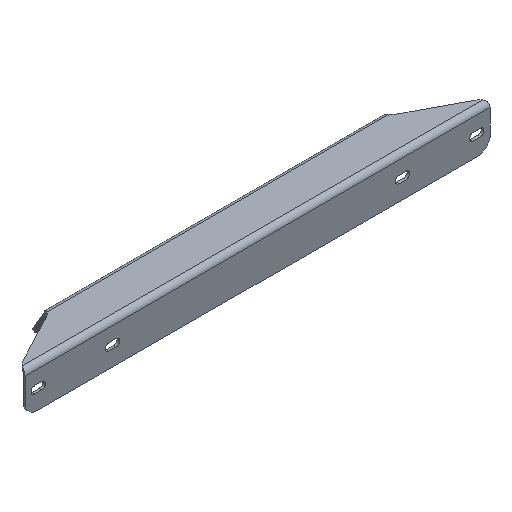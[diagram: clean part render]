
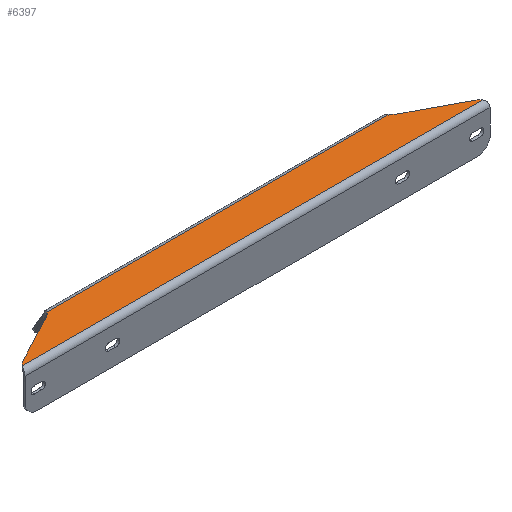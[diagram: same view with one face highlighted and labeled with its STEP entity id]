
A CAD part, isometric view. The second image highlights one B-rep face of the part: STEP entity #6397.
In plain terms, the highlighted planar face has unit normal (0, 0, 1).
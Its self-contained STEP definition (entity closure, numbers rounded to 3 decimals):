
#95 = CIRCLE ( 'NONE', #4648, 10. ) ;
#227 = EDGE_CURVE ( 'NONE', #5648, #6116, #2604, .T. ) ;
#277 = VECTOR ( 'NONE', #1042, 1000. ) ;
#300 = VERTEX_POINT ( 'NONE', #4493 ) ;
#324 = LINE ( 'NONE', #2460, #1307 ) ;
#342 = CARTESIAN_POINT ( 'NONE',  ( -132.51, 28.536, 16. ) ) ;
#526 = DIRECTION ( 'NONE',  ( 0., 0., -1. ) ) ;
#588 = DIRECTION ( 'NONE',  ( -0.883, 0.469, 0. ) ) ;
#627 = CIRCLE ( 'NONE', #5722, 10. ) ;
#647 = EDGE_CURVE ( 'NONE', #4640, #6688, #2284, .T. ) ;
#997 = EDGE_LOOP ( 'NONE', ( #6725, #5574, #3778, #1576, #3442, #2847, #2126, #4738 ) ) ;
#1042 = DIRECTION ( 'NONE',  ( -1., 0., 0. ) ) ;
#1170 = DIRECTION ( 'NONE',  ( -1., 0., 0. ) ) ;
#1272 = DIRECTION ( 'NONE',  ( -1., 0., 0. ) ) ;
#1307 = VECTOR ( 'NONE', #2880, 1000. ) ;
#1338 = CARTESIAN_POINT ( 'NONE',  ( 0., 0., 16. ) ) ;
#1576 = ORIENTED_EDGE ( 'NONE', *, *, #4573, .T. ) ;
#1677 = DIRECTION ( 'NONE',  ( -1., 0., 0. ) ) ;
#1860 = FACE_OUTER_BOUND ( 'NONE', #997, .T. ) ;
#1923 = AXIS2_PLACEMENT_3D ( 'NONE', #1995, #3540, #5779 ) ;
#1995 = CARTESIAN_POINT ( 'NONE',  ( 170.5, -4.014, 16. ) ) ;
#2126 = ORIENTED_EDGE ( 'NONE', *, *, #2321, .T. ) ;
#2200 = CARTESIAN_POINT ( 'NONE',  ( -140.5, 34.55, 16. ) ) ;
#2231 = CARTESIAN_POINT ( 'NONE',  ( -175.188, 4.819, 16. ) ) ;
#2284 = LINE ( 'NONE', #4406, #4685 ) ;
#2321 = EDGE_CURVE ( 'NONE', #300, #3609, #324, .T. ) ;
#2460 = CARTESIAN_POINT ( 'NONE',  ( -40.495, 76.303, 16. ) ) ;
#2485 = EDGE_CURVE ( 'NONE', #6116, #2786, #2735, .T. ) ;
#2513 = CARTESIAN_POINT ( 'NONE',  ( -180.5, 2., 16. ) ) ;
#2516 = CARTESIAN_POINT ( 'NONE',  ( 175.188, 4.819, 16. ) ) ;
#2519 = EDGE_CURVE ( 'NONE', #6688, #300, #627, .T. ) ;
#2541 = AXIS2_PLACEMENT_3D ( 'NONE', #3297, #6024, #1272 ) ;
#2604 = CIRCLE ( 'NONE', #1923, 10. ) ;
#2735 = LINE ( 'NONE', #3181, #5495 ) ;
#2786 = VERTEX_POINT ( 'NONE', #6248 ) ;
#2847 = ORIENTED_EDGE ( 'NONE', *, *, #2519, .T. ) ;
#2880 = DIRECTION ( 'NONE',  ( -0.883, -0.469, 0. ) ) ;
#3044 = CARTESIAN_POINT ( 'NONE',  ( -178.49, 2., 16. ) ) ;
#3181 = CARTESIAN_POINT ( 'NONE',  ( 40.495, 76.303, 16. ) ) ;
#3297 = CARTESIAN_POINT ( 'NONE',  ( -170.5, -4.014, 16. ) ) ;
#3442 = ORIENTED_EDGE ( 'NONE', *, *, #647, .T. ) ;
#3467 = DIRECTION ( 'NONE',  ( 0., 0., -1. ) ) ;
#3540 = DIRECTION ( 'NONE',  ( 0., 0., 1. ) ) ;
#3587 = LINE ( 'NONE', #2513, #277 ) ;
#3609 = VERTEX_POINT ( 'NONE', #2231 ) ;
#3690 = CARTESIAN_POINT ( 'NONE',  ( 140.5, 34.55, 16. ) ) ;
#3778 = ORIENTED_EDGE ( 'NONE', *, *, #2485, .T. ) ;
#4100 = EDGE_CURVE ( 'NONE', #3609, #5701, #6642, .T. ) ;
#4406 = CARTESIAN_POINT ( 'NONE',  ( 180.5, 28.536, 16. ) ) ;
#4493 = CARTESIAN_POINT ( 'NONE',  ( -135.812, 25.717, 16. ) ) ;
#4573 = EDGE_CURVE ( 'NONE', #2786, #4640, #95, .T. ) ;
#4640 = VERTEX_POINT ( 'NONE', #6818 ) ;
#4648 = AXIS2_PLACEMENT_3D ( 'NONE', #3690, #6254, #6291 ) ;
#4685 = VECTOR ( 'NONE', #1170, 1000. ) ;
#4738 = ORIENTED_EDGE ( 'NONE', *, *, #4100, .T. ) ;
#5495 = VECTOR ( 'NONE', #588, 1000. ) ;
#5537 = CARTESIAN_POINT ( 'NONE',  ( 178.49, 2., 16. ) ) ;
#5565 = DIRECTION ( 'NONE',  ( -1., 0., 0. ) ) ;
#5574 = ORIENTED_EDGE ( 'NONE', *, *, #227, .T. ) ;
#5648 = VERTEX_POINT ( 'NONE', #5537 ) ;
#5701 = VERTEX_POINT ( 'NONE', #3044 ) ;
#5722 = AXIS2_PLACEMENT_3D ( 'NONE', #2200, #526, #1677 ) ;
#5779 = DIRECTION ( 'NONE',  ( -1., 0., 0. ) ) ;
#6024 = DIRECTION ( 'NONE',  ( 0., 0., 1. ) ) ;
#6096 = PLANE ( 'NONE',  #6276 ) ;
#6116 = VERTEX_POINT ( 'NONE', #2516 ) ;
#6248 = CARTESIAN_POINT ( 'NONE',  ( 135.812, 25.717, 16. ) ) ;
#6254 = DIRECTION ( 'NONE',  ( 0., 0., -1. ) ) ;
#6276 = AXIS2_PLACEMENT_3D ( 'NONE', #1338, #3467, #5565 ) ;
#6291 = DIRECTION ( 'NONE',  ( -1., 0., 0. ) ) ;
#6397 = ADVANCED_FACE ( 'NONE', ( #1860 ), #6096, .F. ) ;
#6642 = CIRCLE ( 'NONE', #2541, 10. ) ;
#6688 = VERTEX_POINT ( 'NONE', #342 ) ;
#6725 = ORIENTED_EDGE ( 'NONE', *, *, #6869, .F. ) ;
#6818 = CARTESIAN_POINT ( 'NONE',  ( 132.51, 28.536, 16. ) ) ;
#6869 = EDGE_CURVE ( 'NONE', #5648, #5701, #3587, .T. ) ;
